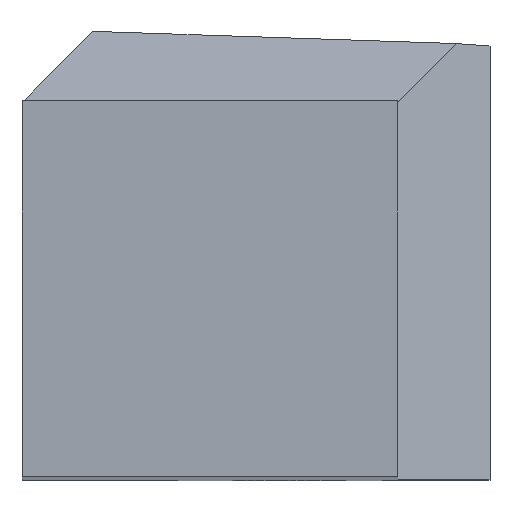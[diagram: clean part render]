
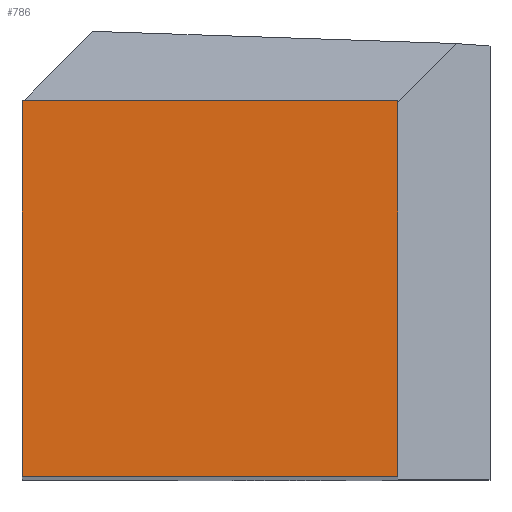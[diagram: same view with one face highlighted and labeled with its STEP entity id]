
A CAD part, top view. The second image highlights one B-rep face of the part: STEP entity #786.
In plain terms, the highlighted planar face has unit normal (0, 0, 1).
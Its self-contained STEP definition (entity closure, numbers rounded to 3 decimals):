
#601=CARTESIAN_POINT('',(20.0,0.0,0.0));
#602=VERTEX_POINT('',#601);
#609=CARTESIAN_POINT('',(0.0,0.0,0.0));
#610=VERTEX_POINT('',#609);
#611=CARTESIAN_POINT('',(20.0,0.0,0.0));
#612=DIRECTION('',(-1.0,0.0,0.0));
#613=VECTOR('',#612,20.0);
#614=LINE('',#611,#613);
#615=EDGE_CURVE('',#610,#602,#614,.F.);
#648=CARTESIAN_POINT('',(0.0,20.0,0.0));
#649=VERTEX_POINT('',#648);
#650=CARTESIAN_POINT('',(0.0,20.0,0.0));
#651=DIRECTION('',(0.0,-1.0,0.0));
#652=VECTOR('',#651,20.0);
#653=LINE('',#650,#652);
#654=EDGE_CURVE('',#649,#610,#653,.T.);
#741=CARTESIAN_POINT('',(20.0,20.0,0.0));
#742=VERTEX_POINT('',#741);
#743=CARTESIAN_POINT('',(0.0,20.0,0.0));
#744=DIRECTION('',(1.0,0.0,0.0));
#745=VECTOR('',#744,20.0);
#746=LINE('',#743,#745);
#747=EDGE_CURVE('',#742,#649,#746,.F.);
#765=CARTESIAN_POINT('',(20.0,0.0,0.0));
#766=DIRECTION('',(0.0,1.0,0.0));
#767=VECTOR('',#766,20.0);
#768=LINE('',#765,#767);
#769=EDGE_CURVE('',#602,#742,#768,.T.);
#775=CARTESIAN_POINT('',(9.9,10.0,0.0));
#776=DIRECTION('',(0.0,0.0,1.0));
#777=DIRECTION('',(1.0,0.0,0.0));
#778=AXIS2_PLACEMENT_3D('',#775,#776,#777);
#779=PLANE('',#778);
#780=ORIENTED_EDGE('',*,*,#615,.T.);
#781=ORIENTED_EDGE('',*,*,#769,.T.);
#782=ORIENTED_EDGE('',*,*,#747,.T.);
#783=ORIENTED_EDGE('',*,*,#654,.T.);
#784=EDGE_LOOP('',(#780,#781,#782,#783));
#785=FACE_OUTER_BOUND('',#784,.T.);
#786=ADVANCED_FACE('',(#785),#779,.T.);
